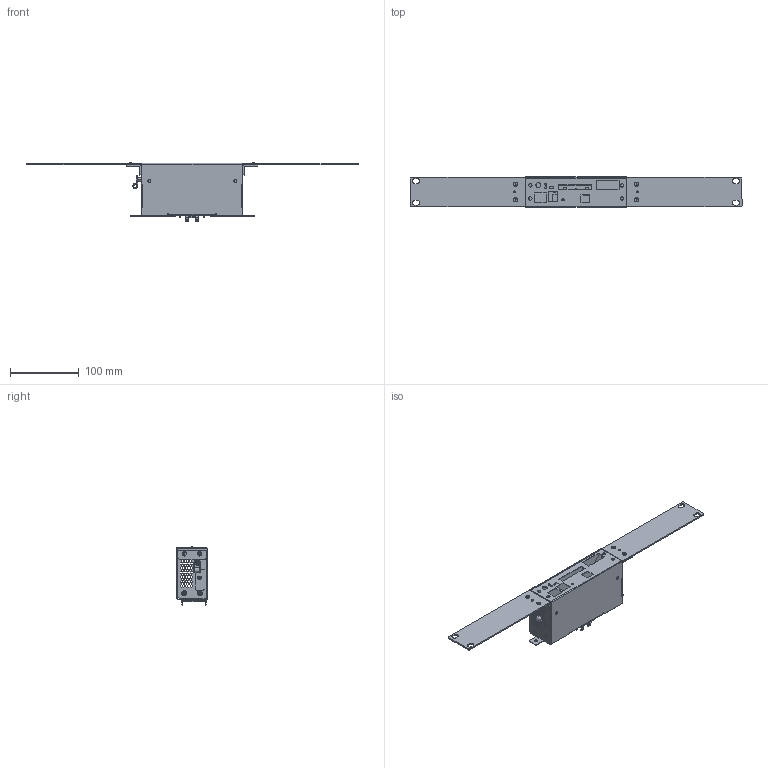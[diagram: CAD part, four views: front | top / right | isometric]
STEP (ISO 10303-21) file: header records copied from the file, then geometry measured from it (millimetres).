
FILE_DESCRIPTION (( 'STEP AP214' ), '1' );
FILE_NAME ('E-MINI-LXO.STEP', '2018-08-08T13:43:37', ( 'test' ), ( '' ), 'SwSTEP 2.0', 'SolidWorks 2011', '' );
FILE_SCHEMA (( 'AUTOMOTIVE_DESIGN' ));
Length unit declared in the file: millimetre
Products named in the file (14): HW5127_HW5127; HW6137_HW6137; HW5133_HW5133; HW4130 - CABLE CLAMP; HW4003-STANDOFF-MF-#4-40X.1875 ZN_92700A488; HW4120_PEM S-440-0 ZI--N; HW5134_PEM S-632-0 ZI--C; HW7296; MP4637; MP4650; MP4467; MP4698; MP4654; E-MINI-LXO
Assembly tree (41 placements, depth 2):
  E-MINI-LXO
    MP4467  x2
    HW5127_HW5127  x13
    HW5134_PEM S-632-0 ZI--C  x8
    MP4650  x2
    MP4654
    HW7296
    MP4637  x2
    HW5133_HW5133  x4
    HW6137_HW6137  x4
    HW4003-STANDOFF-MF-#4-40X.1875 ZN_92700A488
    HW4130 - CABLE CLAMP
    HW4120_PEM S-440-0 ZI--N
    MP4698
Bounding box: 482.62 x 43.69 x 84.42 mm (x, y, z)
Volume: 74700 mm3; surface area: 137019.6 mm2
Topology: 41 solids, 41 shells, 2646 faces, 7024 edges, 4523 vertices
Faces by surface type: plane 2010, cylinder 475, cone 133, bspline 16, torus 12
Entity records: 49918 total; most frequent: CARTESIAN_POINT 10767, ORIENTED_EDGE 8136, DIRECTION 7470, EDGE_CURVE 4068, VECTOR 3360, LINE 3360, VERTEX_POINT 2647, AXIS2_PLACEMENT_3D 2055
